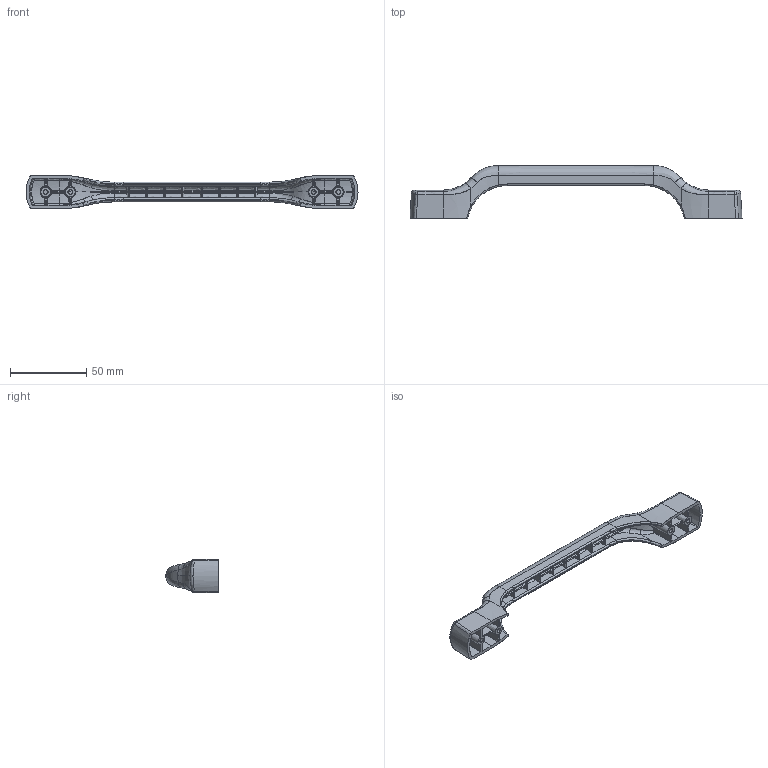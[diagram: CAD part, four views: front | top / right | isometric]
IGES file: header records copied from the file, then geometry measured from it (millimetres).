
Start section: SolidWorks IGES file using analytic representation for surfaces
Global section: file name: Forja.IGS; native system: SolidWorks 2023; preprocessor: SolidWorks 2023; author: vmocellin; date: 230712.084029; units: millimetre
Bounding box: 218 x 34.5 x 22 mm (x, y, z)
Surface area: 23348.3 mm2 (no closed solid volume)
Topology: 0 solids, 0 shells, 400 faces, 4288 edges, 4278 vertices
Faces by surface type: bspline 261, revolution 139
